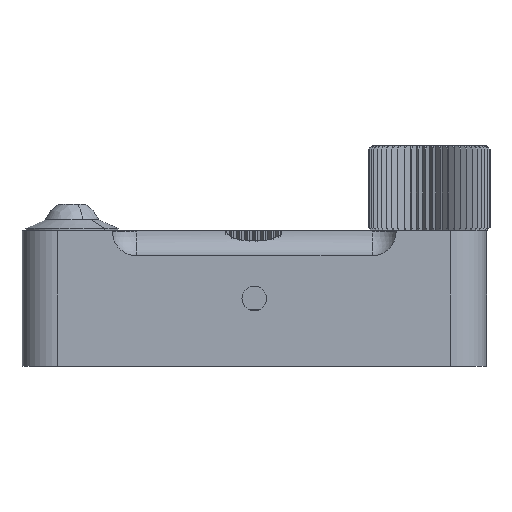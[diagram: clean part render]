
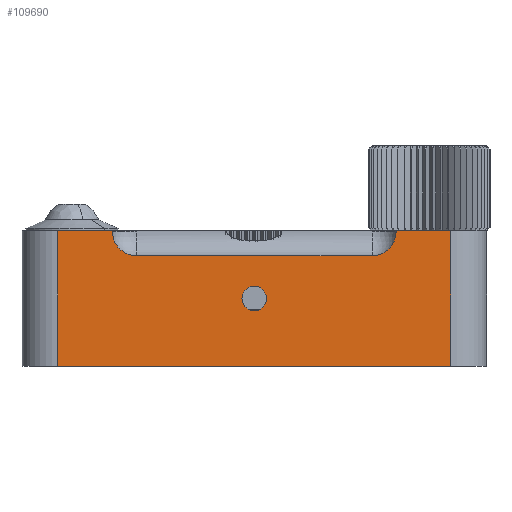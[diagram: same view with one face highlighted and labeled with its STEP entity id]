
A CAD part, front view. The second image highlights one B-rep face of the part: STEP entity #109690.
In plain terms, the highlighted planar face has unit normal (0, -1, 0).
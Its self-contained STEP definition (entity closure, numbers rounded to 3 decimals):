
#247 = VERTEX_POINT ( 'NONE', #97385 ) ;
#682 = EDGE_CURVE ( 'NONE', #4408, #247, #93679, .T. ) ;
#1163 = AXIS2_PLACEMENT_3D ( 'NONE', #56877, #36364, #7520 ) ;
#3229 = CARTESIAN_POINT ( 'NONE',  ( -27.5, -32.5, -3.504 ) ) ;
#3359 = LINE ( 'NONE', #3229, #79990 ) ;
#3699 = CARTESIAN_POINT ( 'NONE',  ( -27.5, -32.5, -19. ) ) ;
#4408 = VERTEX_POINT ( 'NONE', #98299 ) ;
#4852 = CARTESIAN_POINT ( 'NONE',  ( 19.854, -32.5, -0.15 ) ) ;
#7412 = DIRECTION ( 'NONE',  ( 0., 1., 0. ) ) ;
#7520 = DIRECTION ( 'NONE',  ( 0., 0., -1. ) ) ;
#8486 = ORIENTED_EDGE ( 'NONE', *, *, #77287, .T. ) ;
#8908 = LINE ( 'NONE', #32543, #54177 ) ;
#9722 = EDGE_CURVE ( 'NONE', #118099, #98627, #89704, .T. ) ;
#9774 = CARTESIAN_POINT ( 'NONE',  ( -16.5, -32.5, -3.504 ) ) ;
#10201 = VECTOR ( 'NONE', #37202, 1000. ) ;
#10939 = EDGE_CURVE ( 'NONE', #118099, #70009, #28293, .T. ) ;
#13777 = DIRECTION ( 'NONE',  ( 0., 0., 1. ) ) ;
#14069 = DIRECTION ( 'NONE',  ( 0., 1., 0. ) ) ;
#15108 = ORIENTED_EDGE ( 'NONE', *, *, #50060, .F. ) ;
#15927 = FACE_BOUND ( 'NONE', #87203, .T. ) ;
#16320 = DIRECTION ( 'NONE',  ( 0., 0., -1. ) ) ;
#17692 = CIRCLE ( 'NONE', #22185, 3.354 ) ;
#19589 = LINE ( 'NONE', #45985, #10201 ) ;
#22185 = AXIS2_PLACEMENT_3D ( 'NONE', #67255, #7412, #110589 ) ;
#23705 = CARTESIAN_POINT ( 'NONE',  ( 27.5, -32.5, 0. ) ) ;
#24556 = CARTESIAN_POINT ( 'NONE',  ( -27.5, -32.5, -19. ) ) ;
#24607 = DIRECTION ( 'NONE',  ( -1., 0., 0. ) ) ;
#24693 = AXIS2_PLACEMENT_3D ( 'NONE', #113833, #63028, #92375 ) ;
#25467 = CARTESIAN_POINT ( 'NONE',  ( 0., -32.5, -9.5 ) ) ;
#26791 = FACE_OUTER_BOUND ( 'NONE', #41067, .T. ) ;
#28293 = CIRCLE ( 'NONE', #24693, 3.354 ) ;
#28719 = DIRECTION ( 'NONE',  ( 0., 1., 0. ) ) ;
#30795 = AXIS2_PLACEMENT_3D ( 'NONE', #100603, #99739, #60263 ) ;
#32463 = ORIENTED_EDGE ( 'NONE', *, *, #10939, .T. ) ;
#32543 = CARTESIAN_POINT ( 'NONE',  ( -27.5, -32.5, 0. ) ) ;
#32661 = ORIENTED_EDGE ( 'NONE', *, *, #104875, .T. ) ;
#33265 = DIRECTION ( 'NONE',  ( 0., 0., -1. ) ) ;
#33422 = CARTESIAN_POINT ( 'NONE',  ( 27.5, -32.5, -19. ) ) ;
#36364 = DIRECTION ( 'NONE',  ( 0., -1., 0. ) ) ;
#37202 = DIRECTION ( 'NONE',  ( 0., 0., 1. ) ) ;
#38229 = DIRECTION ( 'NONE',  ( 1., 0., 0. ) ) ;
#39338 = VERTEX_POINT ( 'NONE', #58930 ) ;
#39632 = AXIS2_PLACEMENT_3D ( 'NONE', #25467, #105602, #16320 ) ;
#40464 = ORIENTED_EDGE ( 'NONE', *, *, #108795, .F. ) ;
#41067 = EDGE_LOOP ( 'NONE', ( #64379, #52745, #76639, #15108, #40464, #32661, #71739, #86094, #32463, #8486 ) ) ;
#42405 = EDGE_CURVE ( 'NONE', #110920, #98627, #19589, .T. ) ;
#44729 = VERTEX_POINT ( 'NONE', #24556 ) ;
#45985 = CARTESIAN_POINT ( 'NONE',  ( 27.5, -32.5, -19. ) ) ;
#47212 = VERTEX_POINT ( 'NONE', #9774 ) ;
#47706 = EDGE_CURVE ( 'NONE', #247, #4408, #98785, .T. ) ;
#47749 = AXIS2_PLACEMENT_3D ( 'NONE', #103777, #14069, #33265 ) ;
#49380 = ORIENTED_EDGE ( 'NONE', *, *, #682, .F. ) ;
#50060 = EDGE_CURVE ( 'NONE', #103228, #100373, #8908, .T. ) ;
#52745 = ORIENTED_EDGE ( 'NONE', *, *, #81069, .T. ) ;
#52962 = VERTEX_POINT ( 'NONE', #76319 ) ;
#54177 = VECTOR ( 'NONE', #111820, 1000. ) ;
#55179 = CIRCLE ( 'NONE', #47749, 3.354 ) ;
#56773 = LINE ( 'NONE', #3699, #118005 ) ;
#56877 = CARTESIAN_POINT ( 'NONE',  ( 0., -32.5, -9.5 ) ) ;
#58930 = CARTESIAN_POINT ( 'NONE',  ( -19.854, -32.5, -0.15 ) ) ;
#60263 = DIRECTION ( 'NONE',  ( 0., 0., -1. ) ) ;
#63028 = DIRECTION ( 'NONE',  ( 0., 1., 0. ) ) ;
#64379 = ORIENTED_EDGE ( 'NONE', *, *, #94575, .T. ) ;
#67255 = CARTESIAN_POINT ( 'NONE',  ( -16.5, -32.5, -0.15 ) ) ;
#67652 = DIRECTION ( 'NONE',  ( 0., 0., -1. ) ) ;
#70009 = VERTEX_POINT ( 'NONE', #4852 ) ;
#70091 = DIRECTION ( 'NONE',  ( 1., 0., 0. ) ) ;
#70963 = CARTESIAN_POINT ( 'NONE',  ( -27.5, -32.5, 0. ) ) ;
#71739 = ORIENTED_EDGE ( 'NONE', *, *, #42405, .T. ) ;
#72128 = CARTESIAN_POINT ( 'NONE',  ( -19.851, -32.5, 0. ) ) ;
#73266 = VECTOR ( 'NONE', #38229, 1000. ) ;
#76319 = CARTESIAN_POINT ( 'NONE',  ( 16.5, -32.5, -3.504 ) ) ;
#76639 = ORIENTED_EDGE ( 'NONE', *, *, #86637, .T. ) ;
#77287 = EDGE_CURVE ( 'NONE', #70009, #52962, #55179, .T. ) ;
#79990 = VECTOR ( 'NONE', #24607, 1000. ) ;
#81069 = EDGE_CURVE ( 'NONE', #47212, #39338, #119875, .T. ) ;
#86094 = ORIENTED_EDGE ( 'NONE', *, *, #9722, .F. ) ;
#86637 = EDGE_CURVE ( 'NONE', #39338, #100373, #17692, .T. ) ;
#86840 = CARTESIAN_POINT ( 'NONE',  ( -27.5, -32.5, -19. ) ) ;
#87203 = EDGE_LOOP ( 'NONE', ( #123920, #49380 ) ) ;
#88676 = CARTESIAN_POINT ( 'NONE',  ( -16.5, -32.5, -0.15 ) ) ;
#89704 = LINE ( 'NONE', #70963, #121008 ) ;
#92375 = DIRECTION ( 'NONE',  ( 0., 0., -1. ) ) ;
#93679 = CIRCLE ( 'NONE', #39632, 1.727 ) ;
#94575 = EDGE_CURVE ( 'NONE', #52962, #47212, #3359, .T. ) ;
#97385 = CARTESIAN_POINT ( 'NONE',  ( 0., -32.5, -11.227 ) ) ;
#98299 = CARTESIAN_POINT ( 'NONE',  ( 0., -32.5, -7.773 ) ) ;
#98627 = VERTEX_POINT ( 'NONE', #23705 ) ;
#98785 = CIRCLE ( 'NONE', #1163, 1.727 ) ;
#99739 = DIRECTION ( 'NONE',  ( 0., -1., 0. ) ) ;
#100373 = VERTEX_POINT ( 'NONE', #72128 ) ;
#100603 = CARTESIAN_POINT ( 'NONE',  ( -27.5, -32.5, -19. ) ) ;
#101452 = LINE ( 'NONE', #86840, #73266 ) ;
#103228 = VERTEX_POINT ( 'NONE', #119353 ) ;
#103777 = CARTESIAN_POINT ( 'NONE',  ( 16.5, -32.5, -0.15 ) ) ;
#104875 = EDGE_CURVE ( 'NONE', #44729, #110920, #101452, .T. ) ;
#105602 = DIRECTION ( 'NONE',  ( 0., -1., 0. ) ) ;
#108795 = EDGE_CURVE ( 'NONE', #44729, #103228, #56773, .T. ) ;
#109342 = AXIS2_PLACEMENT_3D ( 'NONE', #88676, #28719, #67652 ) ;
#109690 = ADVANCED_FACE ( 'NONE', ( #15927, #26791 ), #119006, .T. ) ;
#110589 = DIRECTION ( 'NONE',  ( 0., 0., -1. ) ) ;
#110920 = VERTEX_POINT ( 'NONE', #33422 ) ;
#111820 = DIRECTION ( 'NONE',  ( 1., 0., 0. ) ) ;
#113833 = CARTESIAN_POINT ( 'NONE',  ( 16.5, -32.5, -0.15 ) ) ;
#113861 = CARTESIAN_POINT ( 'NONE',  ( 19.851, -32.5, 0. ) ) ;
#118005 = VECTOR ( 'NONE', #13777, 1000. ) ;
#118099 = VERTEX_POINT ( 'NONE', #113861 ) ;
#119006 = PLANE ( 'NONE',  #30795 ) ;
#119353 = CARTESIAN_POINT ( 'NONE',  ( -27.5, -32.5, 0. ) ) ;
#119875 = CIRCLE ( 'NONE', #109342, 3.354 ) ;
#121008 = VECTOR ( 'NONE', #70091, 1000. ) ;
#123920 = ORIENTED_EDGE ( 'NONE', *, *, #47706, .F. ) ;
